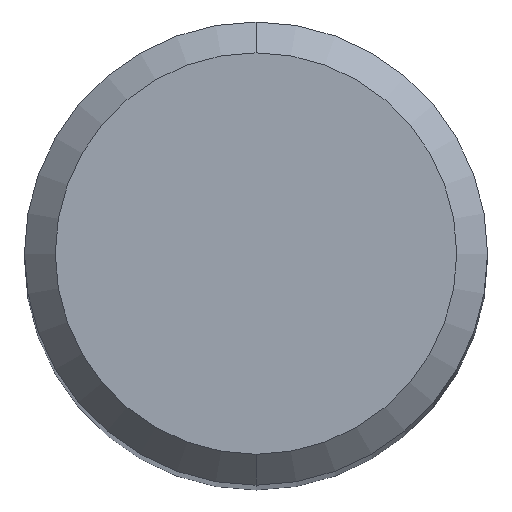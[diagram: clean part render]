
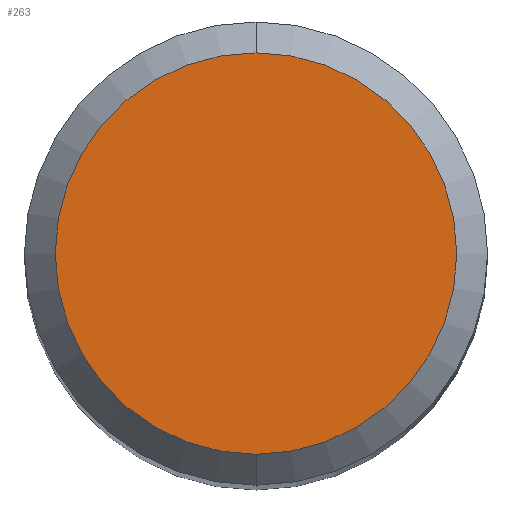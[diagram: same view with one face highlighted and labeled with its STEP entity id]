
A CAD part, top view. The second image highlights one B-rep face of the part: STEP entity #263.
In plain terms, the highlighted planar face has unit normal (0, 0, 1).
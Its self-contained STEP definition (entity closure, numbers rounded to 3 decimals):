
#223=VERTEX_POINT('',#549);
#263=ADVANCED_FACE('',(#593),#594,.T.);
#283=VERTEX_POINT('',#615);
#341=EDGE_CURVE('',#223,#283,#680,.T.);
#485=EDGE_CURVE('',#283,#223,#839,.T.);
#549=CARTESIAN_POINT('',(0.,-2.6,0.0));
#593=FACE_OUTER_BOUND('',#1036,.T.);
#594=PLANE('',#1037);
#615=CARTESIAN_POINT('',(0.0,2.6,0.0));
#680=CIRCLE('',#1203,2.6);
#839=CIRCLE('',#1500,2.6);
#1036=EDGE_LOOP('',(#1615,#1616));
#1037=AXIS2_PLACEMENT_3D('',#1617,#1618,#1619);
#1203=AXIS2_PLACEMENT_3D('',#1714,#1715,#1716);
#1500=AXIS2_PLACEMENT_3D('',#1887,#1888,#1889);
#1615=ORIENTED_EDGE('',*,*,#485,.F.);
#1616=ORIENTED_EDGE('',*,*,#341,.F.);
#1617=CARTESIAN_POINT('',(0.0,1.3,0.0));
#1618=DIRECTION('',(-0.0,0.0,1.0));
#1619=DIRECTION('',(0.0,-1.0,0.0));
#1714=CARTESIAN_POINT('',(0.0,0.0,0.0));
#1715=DIRECTION('',(0.0,0.0,-1.0));
#1716=DIRECTION('',(0.0,1.0,0.0));
#1887=CARTESIAN_POINT('',(0.0,0.0,0.0));
#1888=DIRECTION('',(0.0,0.0,-1.0));
#1889=DIRECTION('',(0.0,1.0,0.0));
